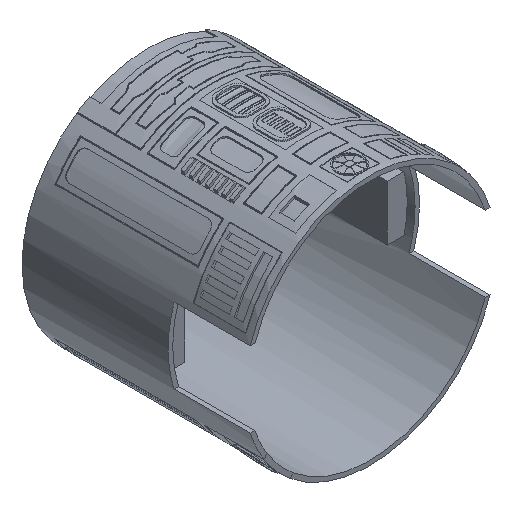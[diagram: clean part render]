
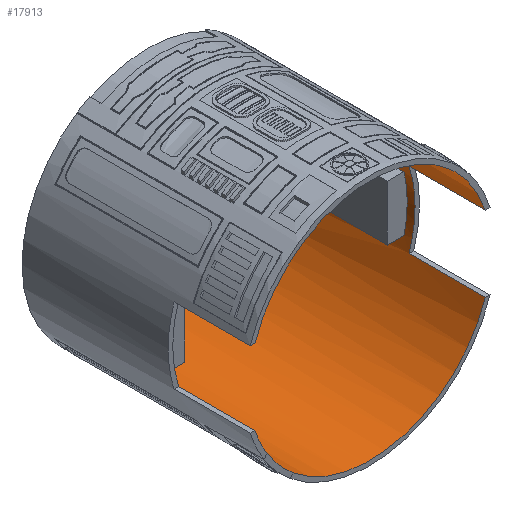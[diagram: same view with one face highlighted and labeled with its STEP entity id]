
A CAD part, isometric view. The second image highlights one B-rep face of the part: STEP entity #17913.
In plain terms, the highlighted cylindrical face has radius 92 mm (diameter 184 mm), a full revolution.
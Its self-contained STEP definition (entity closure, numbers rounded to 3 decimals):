
#1425=FACE_OUTER_BOUND('',#2493,.T.);
#2493=EDGE_LOOP('',(#12413,#12414,#12415,#12416,#12417,#12418,#12419,#12420,
#12421,#12422,#12423,#12424,#12425,#12426,#12427,#12428,#12429,#12430,#12431,
#12432,#12433,#12434,#12435,#12436));
#3619=LINE('',#26310,#5253);
#3621=LINE('',#26316,#5255);
#3630=LINE('',#26336,#5264);
#3632=LINE('',#26342,#5266);
#3638=LINE('',#26355,#5272);
#3644=LINE('',#26368,#5278);
#3648=LINE('',#26377,#5282);
#3650=LINE('',#26382,#5284);
#3752=LINE('',#26806,#5386);
#3753=LINE('',#26808,#5387);
#3754=LINE('',#26811,#5388);
#5253=VECTOR('',#20887,10.);
#5255=VECTOR('',#20891,10.);
#5264=VECTOR('',#20910,10.);
#5266=VECTOR('',#20914,10.);
#5272=VECTOR('',#20928,10.);
#5278=VECTOR('',#20936,10.);
#5282=VECTOR('',#20942,10.);
#5284=VECTOR('',#20946,10.);
#5386=VECTOR('',#21290,92.);
#5387=VECTOR('',#21291,10.);
#5388=VECTOR('',#21294,10.);
#6864=CIRCLE('',#18958,92.);
#6865=CIRCLE('',#18959,92.);
#6866=CIRCLE('',#18964,92.);
#6868=CIRCLE('',#18971,92.);
#6869=CIRCLE('',#18973,92.);
#6975=CIRCLE('',#19081,92.);
#6976=CIRCLE('',#19083,92.);
#6977=CIRCLE('',#19085,92.);
#6978=CIRCLE('',#19086,92.);
#6979=CIRCLE('',#19088,92.);
#6980=CIRCLE('',#19089,92.);
#6981=CIRCLE('',#19090,92.);
#7506=VERTEX_POINT('',#26304);
#7508=VERTEX_POINT('',#26308);
#7510=VERTEX_POINT('',#26313);
#7511=VERTEX_POINT('',#26315);
#7513=VERTEX_POINT('',#26325);
#7515=VERTEX_POINT('',#26330);
#7517=VERTEX_POINT('',#26334);
#7519=VERTEX_POINT('',#26339);
#7520=VERTEX_POINT('',#26341);
#7522=VERTEX_POINT('',#26353);
#7523=VERTEX_POINT('',#26354);
#7528=VERTEX_POINT('',#26365);
#7529=VERTEX_POINT('',#26367);
#7532=VERTEX_POINT('',#26374);
#7533=VERTEX_POINT('',#26376);
#7534=VERTEX_POINT('',#26380);
#7535=VERTEX_POINT('',#26381);
#7539=VERTEX_POINT('',#26391);
#7735=VERTEX_POINT('',#26794);
#7736=VERTEX_POINT('',#26800);
#7737=VERTEX_POINT('',#26807);
#7738=VERTEX_POINT('',#26809);
#9354=EDGE_CURVE('',#7506,#7508,#3619,.T.);
#9356=EDGE_CURVE('',#7511,#7510,#3621,.T.);
#9362=EDGE_CURVE('',#7513,#7511,#6864,.T.);
#9363=EDGE_CURVE('',#7508,#7513,#6865,.T.);
#9367=EDGE_CURVE('',#7515,#7517,#3630,.T.);
#9369=EDGE_CURVE('',#7520,#7519,#3632,.T.);
#9375=EDGE_CURVE('',#7517,#7520,#6866,.T.);
#9376=EDGE_CURVE('',#7522,#7523,#3638,.T.);
#9382=EDGE_CURVE('',#7529,#7528,#3644,.T.);
#9386=EDGE_CURVE('',#7533,#7532,#3648,.T.);
#9388=EDGE_CURVE('',#7534,#7535,#3650,.T.);
#9394=EDGE_CURVE('',#7539,#7535,#6868,.T.);
#9395=EDGE_CURVE('',#7529,#7523,#6869,.T.);
#9597=EDGE_CURVE('',#7533,#7735,#6975,.T.);
#9599=EDGE_CURVE('',#7528,#7534,#6976,.T.);
#9600=EDGE_CURVE('',#7532,#7736,#6977,.T.);
#9601=EDGE_CURVE('',#7736,#7522,#6978,.T.);
#9602=EDGE_CURVE('',#7515,#7510,#6979,.T.);
#9603=EDGE_CURVE('',#7506,#7519,#6980,.T.);
#9604=EDGE_CURVE('',#7513,#7736,#3752,.T.);
#9605=EDGE_CURVE('',#7737,#7539,#3753,.T.);
#9606=EDGE_CURVE('',#7738,#7737,#6981,.T.);
#9607=EDGE_CURVE('',#7735,#7738,#3754,.T.);
#12413=ORIENTED_EDGE('',*,*,#9356,.T.);
#12414=ORIENTED_EDGE('',*,*,#9602,.F.);
#12415=ORIENTED_EDGE('',*,*,#9367,.T.);
#12416=ORIENTED_EDGE('',*,*,#9375,.T.);
#12417=ORIENTED_EDGE('',*,*,#9369,.T.);
#12418=ORIENTED_EDGE('',*,*,#9603,.F.);
#12419=ORIENTED_EDGE('',*,*,#9354,.T.);
#12420=ORIENTED_EDGE('',*,*,#9363,.T.);
#12421=ORIENTED_EDGE('',*,*,#9604,.T.);
#12422=ORIENTED_EDGE('',*,*,#9601,.T.);
#12423=ORIENTED_EDGE('',*,*,#9376,.T.);
#12424=ORIENTED_EDGE('',*,*,#9395,.F.);
#12425=ORIENTED_EDGE('',*,*,#9382,.T.);
#12426=ORIENTED_EDGE('',*,*,#9599,.T.);
#12427=ORIENTED_EDGE('',*,*,#9388,.T.);
#12428=ORIENTED_EDGE('',*,*,#9394,.F.);
#12429=ORIENTED_EDGE('',*,*,#9605,.F.);
#12430=ORIENTED_EDGE('',*,*,#9606,.F.);
#12431=ORIENTED_EDGE('',*,*,#9607,.F.);
#12432=ORIENTED_EDGE('',*,*,#9597,.F.);
#12433=ORIENTED_EDGE('',*,*,#9386,.T.);
#12434=ORIENTED_EDGE('',*,*,#9600,.T.);
#12435=ORIENTED_EDGE('',*,*,#9604,.F.);
#12436=ORIENTED_EDGE('',*,*,#9362,.T.);
#17609=CYLINDRICAL_SURFACE('',#19087,92.);
#17913=ADVANCED_FACE('',(#1425),#17609,.F.);
#18958=AXIS2_PLACEMENT_3D('',#26326,#20901,#20902);
#18959=AXIS2_PLACEMENT_3D('',#26327,#20903,#20904);
#18964=AXIS2_PLACEMENT_3D('',#26351,#20924,#20925);
#18971=AXIS2_PLACEMENT_3D('',#26393,#20955,#20956);
#18973=AXIS2_PLACEMENT_3D('',#26395,#20959,#20960);
#19081=AXIS2_PLACEMENT_3D('',#26795,#21271,#21272);
#19083=AXIS2_PLACEMENT_3D('',#26798,#21276,#21277);
#19085=AXIS2_PLACEMENT_3D('',#26801,#21280,#21281);
#19086=AXIS2_PLACEMENT_3D('',#26802,#21282,#21283);
#19087=AXIS2_PLACEMENT_3D('',#26803,#21284,#21285);
#19088=AXIS2_PLACEMENT_3D('',#26804,#21286,#21287);
#19089=AXIS2_PLACEMENT_3D('',#26805,#21288,#21289);
#19090=AXIS2_PLACEMENT_3D('',#26810,#21292,#21293);
#20887=DIRECTION('',(0.,-1.,0.));
#20891=DIRECTION('',(0.,1.,0.));
#20901=DIRECTION('center_axis',(0.,1.,0.));
#20902=DIRECTION('ref_axis',(-1.,0.,0.));
#20903=DIRECTION('center_axis',(0.,1.,0.));
#20904=DIRECTION('ref_axis',(-1.,0.,0.));
#20910=DIRECTION('',(0.,-1.,0.));
#20914=DIRECTION('',(0.,1.,0.));
#20924=DIRECTION('center_axis',(0.,1.,0.));
#20925=DIRECTION('ref_axis',(-1.,0.,0.));
#20928=DIRECTION('',(0.,-1.,0.));
#20936=DIRECTION('',(0.,1.,0.));
#20942=DIRECTION('',(0.,1.,0.));
#20946=DIRECTION('',(0.,-1.,0.));
#20955=DIRECTION('center_axis',(0.,1.,0.));
#20956=DIRECTION('ref_axis',(-1.,0.,0.));
#20959=DIRECTION('center_axis',(0.,1.,0.));
#20960=DIRECTION('ref_axis',(-1.,0.,0.));
#21271=DIRECTION('center_axis',(0.,1.,0.));
#21272=DIRECTION('ref_axis',(-1.,0.,0.));
#21276=DIRECTION('center_axis',(0.,-1.,0.));
#21277=DIRECTION('ref_axis',(-1.,0.,0.));
#21280=DIRECTION('center_axis',(0.,-1.,0.));
#21281=DIRECTION('ref_axis',(-1.,0.,0.));
#21282=DIRECTION('center_axis',(0.,-1.,0.));
#21283=DIRECTION('ref_axis',(-1.,0.,0.));
#21284=DIRECTION('center_axis',(0.,-1.,0.));
#21285=DIRECTION('ref_axis',(-1.,0.,0.));
#21286=DIRECTION('center_axis',(0.,-1.,0.));
#21287=DIRECTION('ref_axis',(-1.,0.,0.));
#21288=DIRECTION('center_axis',(0.,-1.,0.));
#21289=DIRECTION('ref_axis',(-1.,0.,0.));
#21290=DIRECTION('',(0.,-1.,0.));
#21291=DIRECTION('',(0.,1.,0.));
#21292=DIRECTION('center_axis',(0.,1.,0.));
#21293=DIRECTION('ref_axis',(-1.,0.,0.));
#21294=DIRECTION('',(0.,-1.,0.));
#26304=CARTESIAN_POINT('',(89.571,195.,21.));
#26308=CARTESIAN_POINT('',(89.571,90.,21.));
#26310=CARTESIAN_POINT('',(89.571,195.,21.));
#26313=CARTESIAN_POINT('',(89.571,195.,-21.));
#26315=CARTESIAN_POINT('',(89.571,90.,-21.));
#26316=CARTESIAN_POINT('',(89.571,195.,-21.));
#26325=CARTESIAN_POINT('',(92.,90.,0.));
#26326=CARTESIAN_POINT('Origin',(0.,90.,0.));
#26327=CARTESIAN_POINT('Origin',(0.,90.,0.));
#26330=CARTESIAN_POINT('',(-89.571,195.,-21.));
#26334=CARTESIAN_POINT('',(-89.571,90.,-21.));
#26336=CARTESIAN_POINT('',(-89.571,195.,-21.));
#26339=CARTESIAN_POINT('',(-89.571,195.,21.));
#26341=CARTESIAN_POINT('',(-89.571,90.,21.));
#26342=CARTESIAN_POINT('',(-89.571,195.,21.));
#26351=CARTESIAN_POINT('Origin',(0.,90.,0.));
#26353=CARTESIAN_POINT('',(87.419,84.,28.669));
#26354=CARTESIAN_POINT('',(87.419,26.125,28.669));
#26355=CARTESIAN_POINT('',(87.419,195.,28.669));
#26365=CARTESIAN_POINT('',(-87.419,84.,28.669));
#26367=CARTESIAN_POINT('',(-87.419,26.125,28.669));
#26368=CARTESIAN_POINT('',(-87.419,195.,28.669));
#26374=CARTESIAN_POINT('',(87.419,84.,-28.669));
#26376=CARTESIAN_POINT('',(87.419,26.125,-28.669));
#26377=CARTESIAN_POINT('',(87.419,195.,-28.669));
#26380=CARTESIAN_POINT('',(-87.419,84.,-28.669));
#26381=CARTESIAN_POINT('',(-87.419,26.125,-28.669));
#26382=CARTESIAN_POINT('',(-87.419,195.,-28.669));
#26391=CARTESIAN_POINT('',(-78.051,26.125,-48.703));
#26393=CARTESIAN_POINT('Origin',(0.,26.125,0.));
#26395=CARTESIAN_POINT('Origin',(0.,26.125,0.));
#26794=CARTESIAN_POINT('',(-58.348,26.125,-71.13));
#26795=CARTESIAN_POINT('Origin',(0.,26.125,0.));
#26798=CARTESIAN_POINT('Origin',(0.,84.,0.));
#26800=CARTESIAN_POINT('',(92.,84.,0.));
#26801=CARTESIAN_POINT('Origin',(0.,84.,0.));
#26802=CARTESIAN_POINT('Origin',(0.,84.,0.));
#26803=CARTESIAN_POINT('Origin',(0.,195.,0.));
#26804=CARTESIAN_POINT('Origin',(0.,195.,0.));
#26805=CARTESIAN_POINT('Origin',(0.,195.,0.));
#26806=CARTESIAN_POINT('',(92.,195.,0.));
#26807=CARTESIAN_POINT('',(-78.051,26.125,-48.703));
#26808=CARTESIAN_POINT('',(-78.051,195.,-48.703));
#26809=CARTESIAN_POINT('',(-58.348,26.125,-71.13));
#26810=CARTESIAN_POINT('Origin',(0.,26.125,0.));
#26811=CARTESIAN_POINT('',(-58.348,195.,-71.13));
